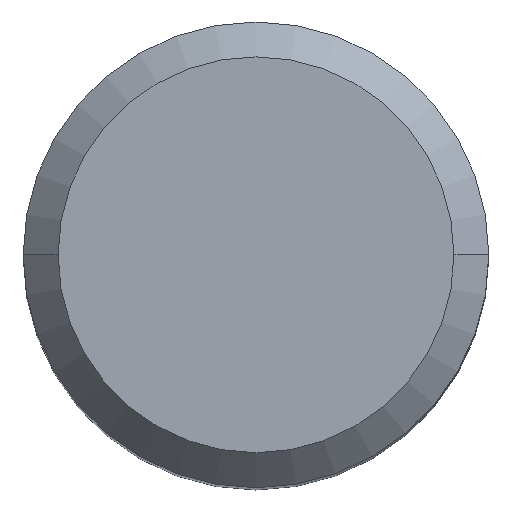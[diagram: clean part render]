
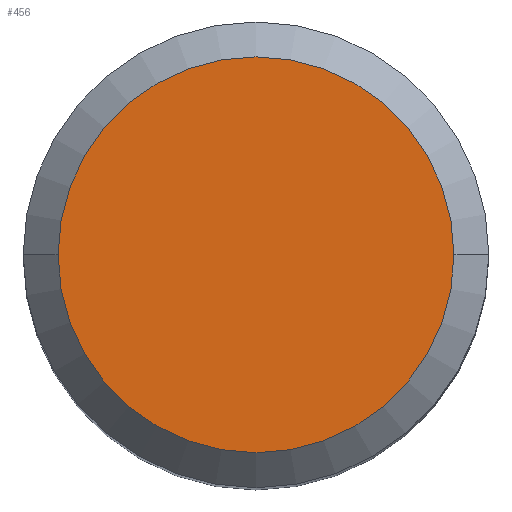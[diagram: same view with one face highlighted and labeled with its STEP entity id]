
A CAD part, top view. The second image highlights one B-rep face of the part: STEP entity #456.
In plain terms, the highlighted planar face has unit normal (0, 0, 1).
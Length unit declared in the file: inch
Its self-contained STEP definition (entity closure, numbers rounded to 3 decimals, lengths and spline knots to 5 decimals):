
#33 = PLANE ( 'NONE',  #311 ) ;
#44 = DIRECTION ( 'NONE',  ( 0., 0., 1. ) ) ;
#94 = AXIS2_PLACEMENT_3D ( 'NONE', #121, #44, #165 ) ;
#112 = ORIENTED_EDGE ( 'NONE', *, *, #157, .T. ) ;
#117 = DIRECTION ( 'NONE',  ( 0., 0., -1. ) ) ;
#121 = CARTESIAN_POINT ( 'NONE',  ( 0., 0., 0. ) ) ;
#153 = FACE_OUTER_BOUND ( 'NONE', #218, .T. ) ;
#157 = EDGE_CURVE ( 'NONE', #406, #325, #259, .T. ) ;
#163 = CARTESIAN_POINT ( 'NONE',  ( 0., 0., 0. ) ) ;
#165 = DIRECTION ( 'NONE',  ( 1., 0., 0. ) ) ;
#174 = CARTESIAN_POINT ( 'NONE',  ( 0.26771, 0., 0. ) ) ;
#175 = EDGE_CURVE ( 'NONE', #325, #406, #400, .T. ) ;
#190 = DIRECTION ( 'NONE',  ( 1., 0., 0. ) ) ;
#200 = ORIENTED_EDGE ( 'NONE', *, *, #175, .T. ) ;
#218 = EDGE_LOOP ( 'NONE', ( #112, #200 ) ) ;
#229 = DIRECTION ( 'NONE',  ( -1., 0., 0. ) ) ;
#259 = CIRCLE ( 'NONE', #432, 0.26771 ) ;
#272 = CARTESIAN_POINT ( 'NONE',  ( -0.26771, 0., 0. ) ) ;
#311 = AXIS2_PLACEMENT_3D ( 'NONE', #453, #117, #229 ) ;
#325 = VERTEX_POINT ( 'NONE', #174 ) ;
#380 = DIRECTION ( 'NONE',  ( 0., 0., 1. ) ) ;
#400 = CIRCLE ( 'NONE', #94, 0.26771 ) ;
#406 = VERTEX_POINT ( 'NONE', #272 ) ;
#432 = AXIS2_PLACEMENT_3D ( 'NONE', #163, #380, #190 ) ;
#453 = CARTESIAN_POINT ( 'NONE',  ( 0., 0., 0. ) ) ;
#456 = ADVANCED_FACE ( 'NONE', ( #153 ), #33, .F. ) ;
